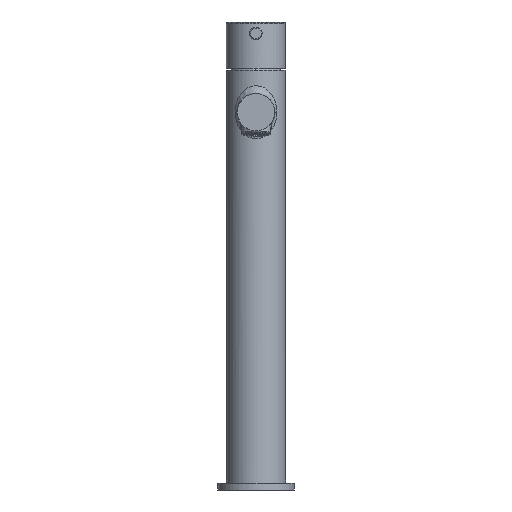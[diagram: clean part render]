
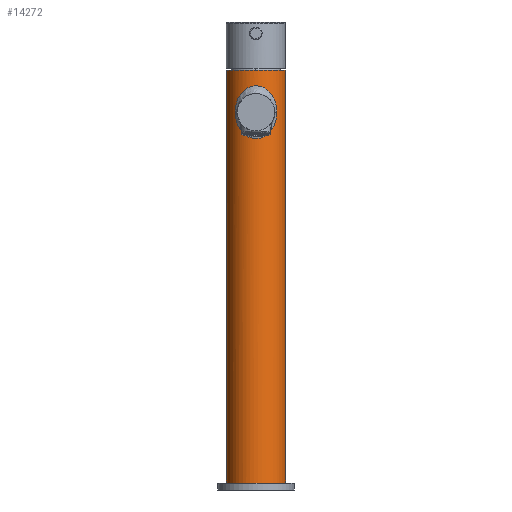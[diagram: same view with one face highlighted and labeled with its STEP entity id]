
A CAD part, front view. The second image highlights one B-rep face of the part: STEP entity #14272.
In plain terms, the highlighted cylindrical face has radius 19 mm (diameter 38 mm), a partial arc.
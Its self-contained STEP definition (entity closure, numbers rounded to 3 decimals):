
#796=FACE_BOUND('',#22437,.T.);
#6783=B_SPLINE_CURVE_WITH_KNOTS('',1,(#119624,#119625),.UNSPECIFIED.,.F.,
 .F.,(2,2),(-265.5,0.),.UNSPECIFIED.);
#6784=B_SPLINE_CURVE_WITH_KNOTS('',1,(#119631,#119632),.UNSPECIFIED.,.F.,
 .F.,(2,2),(-265.5,0.),.UNSPECIFIED.);
#6785=B_SPLINE_CURVE_WITH_KNOTS('',3,(#119638,#119639,#119640,#119641,#119642,
#119643,#119644,#119645,#119646,#119647,#119648,#119649,#119650,#119651,
#119652,#119653,#119654,#119655,#119656,#119657,#119658,#119659,#119660,
#119661,#119662,#119663,#119664,#119665,#119666),.UNSPECIFIED.,.F.,.F.,
(4,1,1,1,1,1,1,1,1,1,1,1,1,1,1,1,1,1,1,1,1,1,1,1,1,1,4),(0.,1.588,
3.502,6.577,9.81,11.52,13.285,
15.084,16.895,18.767,20.692,22.742,
23.789,24.841,25.893,26.939,28.989,
30.915,32.786,34.597,36.397,38.162,
39.872,43.105,46.179,48.093,49.682),
 .UNSPECIFIED.);
#6789=B_SPLINE_CURVE_WITH_KNOTS('',3,(#119706,#119707,#119708,#119709,#119710,
#119711,#119712,#119713,#119714,#119715,#119716,#119717,#119718,#119719,
#119720,#119721,#119722,#119723,#119724,#119725,#119726,#119727,#119728,
#119729,#119730,#119731,#119732,#119733,#119734),.UNSPECIFIED.,.F.,.F.,
(4,1,1,1,1,1,1,1,1,1,1,1,1,1,1,1,1,1,1,1,1,1,1,1,1,1,4),(0.,1.588,
3.502,6.577,9.81,11.52,13.285,
15.085,16.896,18.767,20.693,22.743,
23.789,24.841,25.868,26.89,28.913,
30.889,32.804,34.652,36.438,38.167,
39.845,43.086,46.233,48.133,49.683),
 .UNSPECIFIED.);
#10545=CYLINDRICAL_SURFACE('',#60357,19.);
#14272=ADVANCED_FACE('',(#17978,#796),#10545,.T.);
#17978=FACE_OUTER_BOUND('',#22436,.T.);
#22436=EDGE_LOOP('',(#38699,#38700,#38701,#38702));
#22437=EDGE_LOOP('',(#38703,#38704));
#38699=ORIENTED_EDGE('',*,*,#47855,.T.);
#38700=ORIENTED_EDGE('',*,*,#47858,.T.);
#38701=ORIENTED_EDGE('',*,*,#47857,.T.);
#38702=ORIENTED_EDGE('',*,*,#47856,.T.);
#38703=ORIENTED_EDGE('',*,*,#47863,.T.);
#38704=ORIENTED_EDGE('',*,*,#47859,.T.);
#47855=EDGE_CURVE('',#56016,#56017,#6783,.T.);
#47856=EDGE_CURVE('',#56018,#56016,#50492,.T.);
#47857=EDGE_CURVE('',#56019,#56018,#6784,.T.);
#47858=EDGE_CURVE('',#56017,#56019,#50493,.T.);
#47859=EDGE_CURVE('',#56020,#56021,#6785,.T.);
#47863=EDGE_CURVE('',#56021,#56020,#6789,.T.);
#50492=(
BOUNDED_CURVE()
B_SPLINE_CURVE(2,(#119626,#119627,#119628,#119629,#119630),
 .UNSPECIFIED.,.F.,.F.)
B_SPLINE_CURVE_WITH_KNOTS((3,2,3),(-59.69,-29.845,0.),
 .UNSPECIFIED.)
CURVE()
GEOMETRIC_REPRESENTATION_ITEM()
RATIONAL_B_SPLINE_CURVE((1.,0.707,1.,0.707,1.))
REPRESENTATION_ITEM('')
);
#50493=(
BOUNDED_CURVE()
B_SPLINE_CURVE(2,(#119633,#119634,#119635,#119636,#119637),
 .UNSPECIFIED.,.F.,.F.)
B_SPLINE_CURVE_WITH_KNOTS((3,2,3),(-59.69,-29.845,0.),
 .UNSPECIFIED.)
CURVE()
GEOMETRIC_REPRESENTATION_ITEM()
RATIONAL_B_SPLINE_CURVE((1.,0.707,1.,0.707,1.))
REPRESENTATION_ITEM('')
);
#56016=VERTEX_POINT('',#119280);
#56017=VERTEX_POINT('',#119281);
#56018=VERTEX_POINT('',#119282);
#56019=VERTEX_POINT('',#119283);
#56020=VERTEX_POINT('',#119284);
#56021=VERTEX_POINT('',#119285);
#60357=AXIS2_PLACEMENT_3D('',#115096,#63966,$);
#63966=DIRECTION('',(0.,0.,-1.));
#115096=CARTESIAN_POINT('',(300.,0.,12.425));
#119280=CARTESIAN_POINT('',(300.,-19.,145.175));
#119281=CARTESIAN_POINT('',(300.,-19.,-120.325));
#119282=CARTESIAN_POINT('',(300.,19.,145.175));
#119283=CARTESIAN_POINT('',(300.,19.,-120.325));
#119284=CARTESIAN_POINT('',(313.412,13.458,118.175));
#119285=CARTESIAN_POINT('',(313.412,-13.458,118.175));
#119624=CARTESIAN_POINT('',(300.,-19.,145.175));
#119625=CARTESIAN_POINT('',(300.,-19.,-120.325));
#119626=CARTESIAN_POINT('',(300.,19.,145.175));
#119627=CARTESIAN_POINT('',(319.,19.,145.175));
#119628=CARTESIAN_POINT('',(319.,0.,145.175));
#119629=CARTESIAN_POINT('',(319.,-19.,145.175));
#119630=CARTESIAN_POINT('',(300.,-19.,145.175));
#119631=CARTESIAN_POINT('',(300.,19.,-120.325));
#119632=CARTESIAN_POINT('',(300.,19.,145.175));
#119633=CARTESIAN_POINT('',(300.,-19.,-120.325));
#119634=CARTESIAN_POINT('',(319.,-19.,-120.325));
#119635=CARTESIAN_POINT('',(319.,0.,-120.325));
#119636=CARTESIAN_POINT('',(319.,19.,-120.325));
#119637=CARTESIAN_POINT('',(300.,19.,-120.325));
#119638=CARTESIAN_POINT('',(313.412,13.458,118.175));
#119639=CARTESIAN_POINT('',(313.412,13.458,117.582));
#119640=CARTESIAN_POINT('',(313.466,13.404,116.275));
#119641=CARTESIAN_POINT('',(313.784,13.082,113.878));
#119642=CARTESIAN_POINT('',(314.484,12.324,111.078));
#119643=CARTESIAN_POINT('',(315.361,11.215,108.66));
#119644=CARTESIAN_POINT('',(316.124,10.072,106.852));
#119645=CARTESIAN_POINT('',(316.718,9.057,105.556));
#119646=CARTESIAN_POINT('',(317.294,7.906,104.374));
#119647=CARTESIAN_POINT('',(317.83,6.617,103.329));
#119648=CARTESIAN_POINT('',(318.301,5.187,102.444));
#119649=CARTESIAN_POINT('',(318.684,3.591,101.743));
#119650=CARTESIAN_POINT('',(318.895,2.148,101.363));
#119651=CARTESIAN_POINT('',(318.985,0.931,101.203));
#119652=CARTESIAN_POINT('',(319.008,0.,101.162));
#119653=CARTESIAN_POINT('',(318.985,-0.931,101.203));
#119654=CARTESIAN_POINT('',(318.895,-2.148,101.363));
#119655=CARTESIAN_POINT('',(318.684,-3.591,101.743));
#119656=CARTESIAN_POINT('',(318.301,-5.187,102.444));
#119657=CARTESIAN_POINT('',(317.83,-6.617,103.329));
#119658=CARTESIAN_POINT('',(317.294,-7.906,104.374));
#119659=CARTESIAN_POINT('',(316.718,-9.057,105.555));
#119660=CARTESIAN_POINT('',(316.124,-10.072,106.852));
#119661=CARTESIAN_POINT('',(315.361,-11.215,108.66));
#119662=CARTESIAN_POINT('',(314.484,-12.324,111.079));
#119663=CARTESIAN_POINT('',(313.784,-13.082,113.878));
#119664=CARTESIAN_POINT('',(313.466,-13.404,116.275));
#119665=CARTESIAN_POINT('',(313.412,-13.458,117.583));
#119666=CARTESIAN_POINT('',(313.412,-13.458,118.175));
#119706=CARTESIAN_POINT('',(313.412,-13.458,118.175));
#119707=CARTESIAN_POINT('',(313.412,-13.458,118.768));
#119708=CARTESIAN_POINT('',(313.466,-13.404,120.076));
#119709=CARTESIAN_POINT('',(313.784,-13.082,122.473));
#119710=CARTESIAN_POINT('',(314.484,-12.324,125.273));
#119711=CARTESIAN_POINT('',(315.361,-11.215,127.691));
#119712=CARTESIAN_POINT('',(316.124,-10.072,129.499));
#119713=CARTESIAN_POINT('',(316.718,-9.057,130.795));
#119714=CARTESIAN_POINT('',(317.294,-7.906,131.977));
#119715=CARTESIAN_POINT('',(317.83,-6.617,133.022));
#119716=CARTESIAN_POINT('',(318.301,-5.187,133.907));
#119717=CARTESIAN_POINT('',(318.684,-3.591,134.608));
#119718=CARTESIAN_POINT('',(318.895,-2.148,134.988));
#119719=CARTESIAN_POINT('',(318.985,-0.931,135.148));
#119720=CARTESIAN_POINT('',(319.007,-0.007,135.189));
#119721=CARTESIAN_POINT('',(318.985,0.909,135.15));
#119722=CARTESIAN_POINT('',(318.9,2.104,134.996));
#119723=CARTESIAN_POINT('',(318.692,3.548,134.624));
#119724=CARTESIAN_POINT('',(318.308,5.165,133.921));
#119725=CARTESIAN_POINT('',(317.827,6.629,133.016));
#119726=CARTESIAN_POINT('',(317.283,7.931,131.954));
#119727=CARTESIAN_POINT('',(316.707,9.076,130.772));
#119728=CARTESIAN_POINT('',(316.122,10.074,129.494));
#119729=CARTESIAN_POINT('',(315.366,11.208,127.703));
#119730=CARTESIAN_POINT('',(314.483,12.327,125.273));
#119731=CARTESIAN_POINT('',(313.777,13.089,122.449));
#119732=CARTESIAN_POINT('',(313.464,13.406,120.041));
#119733=CARTESIAN_POINT('',(313.412,13.458,118.754));
#119734=CARTESIAN_POINT('',(313.412,13.458,118.175));
